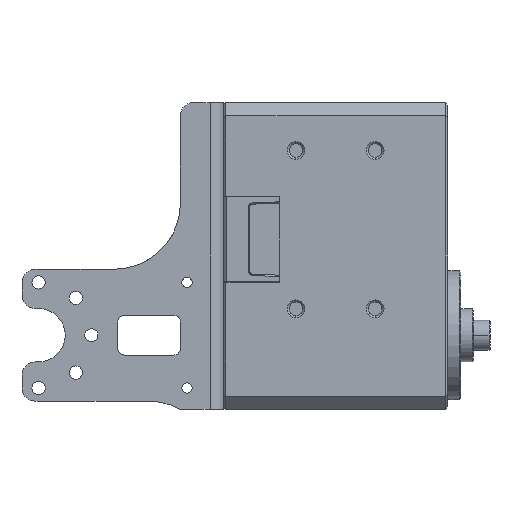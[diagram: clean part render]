
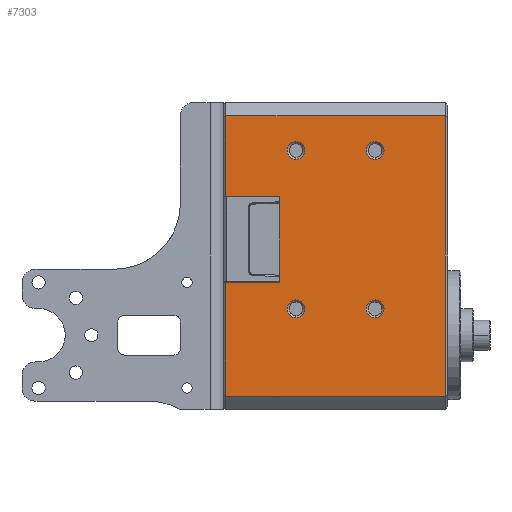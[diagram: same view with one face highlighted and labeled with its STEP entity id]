
A CAD part, front view. The second image highlights one B-rep face of the part: STEP entity #7303.
In plain terms, the highlighted face is planar.
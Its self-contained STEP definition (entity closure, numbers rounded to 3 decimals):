
#62 = AXIS2_PLACEMENT_3D ( 'NONE', #2953, #36313, #14641 ) ;
#1163 = CIRCLE ( 'NONE', #38290, 1.35 ) ;
#1345 = EDGE_CURVE ( 'NONE', #7832, #29138, #21757, .T. ) ;
#1583 = ORIENTED_EDGE ( 'NONE', *, *, #24385, .F. ) ;
#1599 = CARTESIAN_POINT ( 'NONE',  ( 14.25, -28., -6. ) ) ;
#1714 = CIRCLE ( 'NONE', #29749, 1.35 ) ;
#2555 = DIRECTION ( 'NONE',  ( 0., 1., 0. ) ) ;
#2698 = LINE ( 'NONE', #2912, #18332 ) ;
#2912 = CARTESIAN_POINT ( 'NONE',  ( 14.25, 9.25, -16.6 ) ) ;
#2953 = CARTESIAN_POINT ( 'NONE',  ( 14.25, -4., -6. ) ) ;
#3456 = FACE_BOUND ( 'NONE', #25890, .T. ) ;
#3560 = ORIENTED_EDGE ( 'NONE', *, *, #16155, .F. ) ;
#3649 = DIRECTION ( 'NONE',  ( 1., 0., 0. ) ) ;
#4889 = DIRECTION ( 'NONE',  ( 1., 0., 0. ) ) ;
#5065 = VERTEX_POINT ( 'NONE', #25754 ) ;
#5191 = CARTESIAN_POINT ( 'NONE',  ( 14.25, -26.65, 6. ) ) ;
#6088 = CARTESIAN_POINT ( 'NONE',  ( 14.25, -35.25, -17. ) ) ;
#6170 = VERTEX_POINT ( 'NONE', #27887 ) ;
#6687 = ORIENTED_EDGE ( 'NONE', *, *, #11142, .F. ) ;
#6885 = EDGE_CURVE ( 'NONE', #29804, #31826, #7471, .T. ) ;
#6943 = VERTEX_POINT ( 'NONE', #12934 ) ;
#7195 = CIRCLE ( 'NONE', #62, 1.35 ) ;
#7303 = ADVANCED_FACE ( 'NONE', ( #37734, #15679, #34664, #3456, #9356 ), #9746, .T. ) ;
#7392 = AXIS2_PLACEMENT_3D ( 'NONE', #11670, #26715, #20736 ) ;
#7471 = LINE ( 'NONE', #10103, #21345 ) ;
#7559 = DIRECTION ( 'NONE',  ( 0., -1., 0. ) ) ;
#7621 = CARTESIAN_POINT ( 'NONE',  ( 14.25, -5.35, 6. ) ) ;
#7823 = CARTESIAN_POINT ( 'NONE',  ( 14.25, -29.35, 6. ) ) ;
#7832 = VERTEX_POINT ( 'NONE', #37844 ) ;
#8334 = DIRECTION ( 'NONE',  ( 0., -1., 0. ) ) ;
#8954 = EDGE_CURVE ( 'NONE', #15914, #6170, #30943, .T. ) ;
#9019 = VERTEX_POINT ( 'NONE', #19103 ) ;
#9256 = ORIENTED_EDGE ( 'NONE', *, *, #8954, .T. ) ;
#9285 = LINE ( 'NONE', #9486, #17376 ) ;
#9356 = FACE_OUTER_BOUND ( 'NONE', #22488, .T. ) ;
#9486 = CARTESIAN_POINT ( 'NONE',  ( 14.25, 9.25, 16.6 ) ) ;
#9746 = PLANE ( 'NONE',  #36384 ) ;
#9911 = CARTESIAN_POINT ( 'NONE',  ( 14.25, -4., -6. ) ) ;
#10100 = CIRCLE ( 'NONE', #10744, 1.35 ) ;
#10103 = CARTESIAN_POINT ( 'NONE',  ( 14.25, -33.25, -16.6 ) ) ;
#10744 = AXIS2_PLACEMENT_3D ( 'NONE', #1599, #16909, #17322 ) ;
#11053 = LINE ( 'NONE', #23570, #31098 ) ;
#11142 = EDGE_CURVE ( 'NONE', #29138, #7832, #25749, .T. ) ;
#11657 = DIRECTION ( 'NONE',  ( 0., 0., -1. ) ) ;
#11670 = CARTESIAN_POINT ( 'NONE',  ( 14.25, -4., 6. ) ) ;
#11693 = VERTEX_POINT ( 'NONE', #27598 ) ;
#12810 = LINE ( 'NONE', #37743, #33619 ) ;
#12934 = CARTESIAN_POINT ( 'NONE',  ( 14.25, -21., -8.5 ) ) ;
#13778 = EDGE_CURVE ( 'NONE', #37186, #5065, #10100, .T. ) ;
#14190 = EDGE_CURVE ( 'NONE', #19007, #36175, #1714, .T. ) ;
#14226 = EDGE_CURVE ( 'NONE', #9019, #31826, #9285, .T. ) ;
#14446 = EDGE_CURVE ( 'NONE', #6943, #38258, #20326, .T. ) ;
#14641 = DIRECTION ( 'NONE',  ( 0., 1., 0. ) ) ;
#15210 = DIRECTION ( 'NONE',  ( 1., 0., 0. ) ) ;
#15320 = VERTEX_POINT ( 'NONE', #29997 ) ;
#15482 = DIRECTION ( 'NONE',  ( 0., 1., 0. ) ) ;
#15679 = FACE_BOUND ( 'NONE', #20417, .T. ) ;
#15704 = ORIENTED_EDGE ( 'NONE', *, *, #16875, .F. ) ;
#15914 = VERTEX_POINT ( 'NONE', #31173 ) ;
#16044 = DIRECTION ( 'NONE',  ( 0., 0., 1. ) ) ;
#16131 = ORIENTED_EDGE ( 'NONE', *, *, #20194, .T. ) ;
#16155 = EDGE_CURVE ( 'NONE', #5065, #37186, #19597, .T. ) ;
#16875 = EDGE_CURVE ( 'NONE', #15320, #20865, #7195, .T. ) ;
#16909 = DIRECTION ( 'NONE',  ( 1., 0., 0. ) ) ;
#17038 = CARTESIAN_POINT ( 'NONE',  ( 14.25, -28., 6. ) ) ;
#17322 = DIRECTION ( 'NONE',  ( 0., 1., 0. ) ) ;
#17368 = CARTESIAN_POINT ( 'NONE',  ( 14.25, -28., -6. ) ) ;
#17376 = VECTOR ( 'NONE', #21593, 1000. ) ;
#17462 = CARTESIAN_POINT ( 'NONE',  ( 14.25, -5.35, -6. ) ) ;
#17959 = LINE ( 'NONE', #21012, #40249 ) ;
#18058 = CARTESIAN_POINT ( 'NONE',  ( 14.25, -33.25, -16.6 ) ) ;
#18332 = VECTOR ( 'NONE', #37780, 1000. ) ;
#18568 = DIRECTION ( 'NONE',  ( 0., 0., 1. ) ) ;
#19007 = VERTEX_POINT ( 'NONE', #5191 ) ;
#19103 = CARTESIAN_POINT ( 'NONE',  ( 14.25, 9.25, 16.6 ) ) ;
#19250 = AXIS2_PLACEMENT_3D ( 'NONE', #17038, #29315, #26073 ) ;
#19597 = CIRCLE ( 'NONE', #31975, 1.35 ) ;
#20194 = EDGE_CURVE ( 'NONE', #29804, #38258, #12810, .T. ) ;
#20326 = LINE ( 'NONE', #20932, #24602 ) ;
#20371 = ORIENTED_EDGE ( 'NONE', *, *, #39555, .T. ) ;
#20417 = EDGE_LOOP ( 'NONE', ( #26087, #33107 ) ) ;
#20736 = DIRECTION ( 'NONE',  ( 0., 1., 0. ) ) ;
#20865 = VERTEX_POINT ( 'NONE', #17462 ) ;
#20932 = CARTESIAN_POINT ( 'NONE',  ( 14.25, -21., -8.5 ) ) ;
#21012 = CARTESIAN_POINT ( 'NONE',  ( 14.25, -8., -16.6 ) ) ;
#21345 = VECTOR ( 'NONE', #16044, 1000. ) ;
#21593 = DIRECTION ( 'NONE',  ( 0., -1., 0. ) ) ;
#21757 = CIRCLE ( 'NONE', #7392, 1.35 ) ;
#22333 = CARTESIAN_POINT ( 'NONE',  ( 14.25, -33.25, 16.6 ) ) ;
#22488 = EDGE_LOOP ( 'NONE', ( #35962, #16131, #31155, #37764, #33014, #9256, #20371, #33775 ) ) ;
#23315 = EDGE_CURVE ( 'NONE', #11693, #6943, #11053, .T. ) ;
#23570 = CARTESIAN_POINT ( 'NONE',  ( 14.25, -8., -8.5 ) ) ;
#23609 = EDGE_CURVE ( 'NONE', #15914, #11693, #17959, .T. ) ;
#24385 = EDGE_CURVE ( 'NONE', #20865, #15320, #1163, .T. ) ;
#24602 = VECTOR ( 'NONE', #11657, 1000. ) ;
#24874 = CARTESIAN_POINT ( 'NONE',  ( 14.25, -28., 6. ) ) ;
#25498 = DIRECTION ( 'NONE',  ( 1., 0., 0. ) ) ;
#25749 = CIRCLE ( 'NONE', #28355, 1.35 ) ;
#25754 = CARTESIAN_POINT ( 'NONE',  ( 14.25, -29.35, -6. ) ) ;
#25890 = EDGE_LOOP ( 'NONE', ( #31636, #6687 ) ) ;
#26073 = DIRECTION ( 'NONE',  ( 0., -1., 0. ) ) ;
#26087 = ORIENTED_EDGE ( 'NONE', *, *, #14190, .F. ) ;
#26715 = DIRECTION ( 'NONE',  ( 1., 0., 0. ) ) ;
#27598 = CARTESIAN_POINT ( 'NONE',  ( 14.25, -8., -8.5 ) ) ;
#27887 = CARTESIAN_POINT ( 'NONE',  ( 14.25, 9.25, -16.6 ) ) ;
#28355 = AXIS2_PLACEMENT_3D ( 'NONE', #35941, #36352, #8334 ) ;
#28542 = ORIENTED_EDGE ( 'NONE', *, *, #13778, .F. ) ;
#29138 = VERTEX_POINT ( 'NONE', #7621 ) ;
#29308 = DIRECTION ( 'NONE',  ( 0., -1., 0. ) ) ;
#29315 = DIRECTION ( 'NONE',  ( 1., 0., 0. ) ) ;
#29749 = AXIS2_PLACEMENT_3D ( 'NONE', #24874, #15210, #34195 ) ;
#29804 = VERTEX_POINT ( 'NONE', #18058 ) ;
#29997 = CARTESIAN_POINT ( 'NONE',  ( 14.25, -2.65, -6. ) ) ;
#30341 = CARTESIAN_POINT ( 'NONE',  ( 14.25, -8., -16.6 ) ) ;
#30943 = LINE ( 'NONE', #30341, #33226 ) ;
#31098 = VECTOR ( 'NONE', #29308, 1000. ) ;
#31155 = ORIENTED_EDGE ( 'NONE', *, *, #14446, .F. ) ;
#31173 = CARTESIAN_POINT ( 'NONE',  ( 14.25, -8., -16.6 ) ) ;
#31636 = ORIENTED_EDGE ( 'NONE', *, *, #1345, .F. ) ;
#31826 = VERTEX_POINT ( 'NONE', #22333 ) ;
#31975 = AXIS2_PLACEMENT_3D ( 'NONE', #17368, #4889, #7559 ) ;
#32934 = CIRCLE ( 'NONE', #19250, 1.35 ) ;
#33014 = ORIENTED_EDGE ( 'NONE', *, *, #23609, .F. ) ;
#33107 = ORIENTED_EDGE ( 'NONE', *, *, #35889, .F. ) ;
#33226 = VECTOR ( 'NONE', #2555, 1000. ) ;
#33609 = CARTESIAN_POINT ( 'NONE',  ( 14.25, -21., -16.6 ) ) ;
#33619 = VECTOR ( 'NONE', #35089, 1000. ) ;
#33775 = ORIENTED_EDGE ( 'NONE', *, *, #14226, .T. ) ;
#34195 = DIRECTION ( 'NONE',  ( 0., 1., 0. ) ) ;
#34664 = FACE_BOUND ( 'NONE', #36769, .T. ) ;
#35041 = DIRECTION ( 'NONE',  ( 0., -1., 0. ) ) ;
#35089 = DIRECTION ( 'NONE',  ( 0., 1., 0. ) ) ;
#35889 = EDGE_CURVE ( 'NONE', #36175, #19007, #32934, .T. ) ;
#35941 = CARTESIAN_POINT ( 'NONE',  ( 14.25, -4., 6. ) ) ;
#35962 = ORIENTED_EDGE ( 'NONE', *, *, #6885, .F. ) ;
#36175 = VERTEX_POINT ( 'NONE', #7823 ) ;
#36313 = DIRECTION ( 'NONE',  ( 1., 0., 0. ) ) ;
#36352 = DIRECTION ( 'NONE',  ( 1., 0., 0. ) ) ;
#36384 = AXIS2_PLACEMENT_3D ( 'NONE', #6088, #3649, #15482 ) ;
#36769 = EDGE_LOOP ( 'NONE', ( #28542, #3560 ) ) ;
#37186 = VERTEX_POINT ( 'NONE', #38892 ) ;
#37734 = FACE_BOUND ( 'NONE', #38365, .T. ) ;
#37743 = CARTESIAN_POINT ( 'NONE',  ( 14.25, -33.25, -16.6 ) ) ;
#37764 = ORIENTED_EDGE ( 'NONE', *, *, #23315, .F. ) ;
#37780 = DIRECTION ( 'NONE',  ( 0., 0., 1. ) ) ;
#37844 = CARTESIAN_POINT ( 'NONE',  ( 14.25, -2.65, 6. ) ) ;
#38258 = VERTEX_POINT ( 'NONE', #33609 ) ;
#38290 = AXIS2_PLACEMENT_3D ( 'NONE', #9911, #25498, #35041 ) ;
#38365 = EDGE_LOOP ( 'NONE', ( #15704, #1583 ) ) ;
#38892 = CARTESIAN_POINT ( 'NONE',  ( 14.25, -26.65, -6. ) ) ;
#39555 = EDGE_CURVE ( 'NONE', #6170, #9019, #2698, .T. ) ;
#40249 = VECTOR ( 'NONE', #18568, 1000. ) ;
